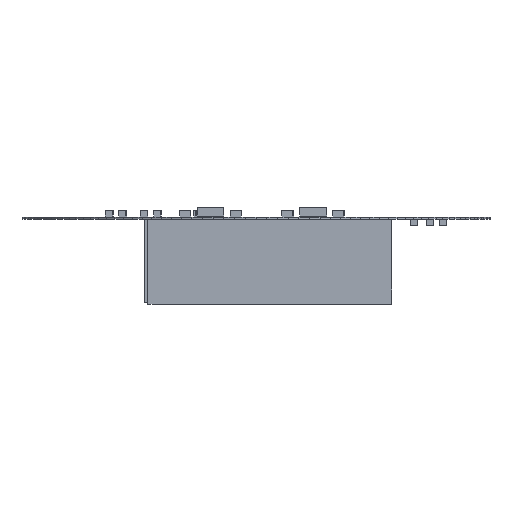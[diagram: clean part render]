
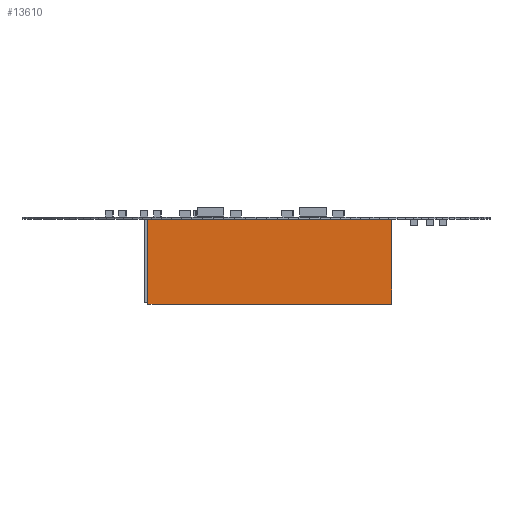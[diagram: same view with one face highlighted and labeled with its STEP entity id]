
A CAD part, front view. The second image highlights one B-rep face of the part: STEP entity #13610.
In plain terms, the highlighted planar face has unit normal (0, -1, 0).
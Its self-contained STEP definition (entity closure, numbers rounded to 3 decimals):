
#13347 = EDGE_CURVE('',#13348,#13350,#13352,.T.);
#13348 = VERTEX_POINT('',#13349);
#13349 = CARTESIAN_POINT('',(23.178,-7.62,0.));
#13350 = VERTEX_POINT('',#13351);
#13351 = CARTESIAN_POINT('',(23.178,-7.62,16.129));
#13352 = SURFACE_CURVE('',#13353,(#13357,#13369),.PCURVE_S1.);
#13353 = LINE('',#13354,#13355);
#13354 = CARTESIAN_POINT('',(23.178,-7.62,0.));
#13355 = VECTOR('',#13356,1.);
#13356 = DIRECTION('',(0.,0.,1.));
#13357 = PCURVE('',#13358,#13363);
#13358 = PLANE('',#13359);
#13359 = AXIS2_PLACEMENT_3D('',#13360,#13361,#13362);
#13360 = CARTESIAN_POINT('',(23.178,-7.62,0.));
#13361 = DIRECTION('',(-1.,0.,0.));
#13362 = DIRECTION('',(0.,1.,0.));
#13363 = DEFINITIONAL_REPRESENTATION('',(#13364),#13368);
#13364 = LINE('',#13365,#13366);
#13365 = CARTESIAN_POINT('',(0.,0.));
#13366 = VECTOR('',#13367,1.);
#13367 = DIRECTION('',(0.,-1.));
#13368 = ( GEOMETRIC_REPRESENTATION_CONTEXT(2) 
PARAMETRIC_REPRESENTATION_CONTEXT() REPRESENTATION_CONTEXT('2D SPACE',''
  ) );
#13369 = PCURVE('',#13370,#13375);
#13370 = PLANE('',#13371);
#13371 = AXIS2_PLACEMENT_3D('',#13372,#13373,#13374);
#13372 = CARTESIAN_POINT('',(-23.178,-7.62,0.));
#13373 = DIRECTION('',(0.,1.,0.));
#13374 = DIRECTION('',(1.,0.,0.));
#13375 = DEFINITIONAL_REPRESENTATION('',(#13376),#13380);
#13376 = LINE('',#13377,#13378);
#13377 = CARTESIAN_POINT('',(46.355,0.));
#13378 = VECTOR('',#13379,1.);
#13379 = DIRECTION('',(0.,-1.));
#13380 = ( GEOMETRIC_REPRESENTATION_CONTEXT(2) 
PARAMETRIC_REPRESENTATION_CONTEXT() REPRESENTATION_CONTEXT('2D SPACE',''
  ) );
#13398 = PLANE('',#13399);
#13399 = AXIS2_PLACEMENT_3D('',#13400,#13401,#13402);
#13400 = CARTESIAN_POINT('',(23.178,-7.62,16.129));
#13401 = DIRECTION('',(0.,0.,-1.));
#13402 = DIRECTION('',(-1.,0.,0.));
#13452 = PLANE('',#13453);
#13453 = AXIS2_PLACEMENT_3D('',#13454,#13455,#13456);
#13454 = CARTESIAN_POINT('',(23.178,-7.62,0.));
#13455 = DIRECTION('',(0.,0.,-1.));
#13456 = DIRECTION('',(-1.,0.,0.));
#13507 = PLANE('',#13508);
#13508 = AXIS2_PLACEMENT_3D('',#13509,#13510,#13511);
#13509 = CARTESIAN_POINT('',(-23.178,7.62,0.));
#13510 = DIRECTION('',(1.,0.,0.));
#13511 = DIRECTION('',(0.,-1.,0.));
#13545 = VERTEX_POINT('',#13546);
#13546 = CARTESIAN_POINT('',(-23.178,-7.62,16.129));
#13567 = EDGE_CURVE('',#13568,#13545,#13570,.T.);
#13568 = VERTEX_POINT('',#13569);
#13569 = CARTESIAN_POINT('',(-23.178,-7.62,0.));
#13570 = SURFACE_CURVE('',#13571,(#13575,#13582),.PCURVE_S1.);
#13571 = LINE('',#13572,#13573);
#13572 = CARTESIAN_POINT('',(-23.178,-7.62,0.));
#13573 = VECTOR('',#13574,1.);
#13574 = DIRECTION('',(0.,0.,1.));
#13575 = PCURVE('',#13507,#13576);
#13576 = DEFINITIONAL_REPRESENTATION('',(#13577),#13581);
#13577 = LINE('',#13578,#13579);
#13578 = CARTESIAN_POINT('',(15.24,0.));
#13579 = VECTOR('',#13580,1.);
#13580 = DIRECTION('',(0.,-1.));
#13581 = ( GEOMETRIC_REPRESENTATION_CONTEXT(2) 
PARAMETRIC_REPRESENTATION_CONTEXT() REPRESENTATION_CONTEXT('2D SPACE',''
  ) );
#13582 = PCURVE('',#13370,#13583);
#13583 = DEFINITIONAL_REPRESENTATION('',(#13584),#13588);
#13584 = LINE('',#13585,#13586);
#13585 = CARTESIAN_POINT('',(0.,0.));
#13586 = VECTOR('',#13587,1.);
#13587 = DIRECTION('',(0.,-1.));
#13588 = ( GEOMETRIC_REPRESENTATION_CONTEXT(2) 
PARAMETRIC_REPRESENTATION_CONTEXT() REPRESENTATION_CONTEXT('2D SPACE',''
  ) );
#13610 = ADVANCED_FACE('',(#13611),#13370,.F.);
#13611 = FACE_BOUND('',#13612,.F.);
#13612 = EDGE_LOOP('',(#13613,#13614,#13635,#13636));
#13613 = ORIENTED_EDGE('',*,*,#13567,.T.);
#13614 = ORIENTED_EDGE('',*,*,#13615,.T.);
#13615 = EDGE_CURVE('',#13545,#13350,#13616,.T.);
#13616 = SURFACE_CURVE('',#13617,(#13621,#13628),.PCURVE_S1.);
#13617 = LINE('',#13618,#13619);
#13618 = CARTESIAN_POINT('',(-23.178,-7.62,16.129));
#13619 = VECTOR('',#13620,1.);
#13620 = DIRECTION('',(1.,0.,0.));
#13621 = PCURVE('',#13370,#13622);
#13622 = DEFINITIONAL_REPRESENTATION('',(#13623),#13627);
#13623 = LINE('',#13624,#13625);
#13624 = CARTESIAN_POINT('',(0.,-16.129));
#13625 = VECTOR('',#13626,1.);
#13626 = DIRECTION('',(1.,0.));
#13627 = ( GEOMETRIC_REPRESENTATION_CONTEXT(2) 
PARAMETRIC_REPRESENTATION_CONTEXT() REPRESENTATION_CONTEXT('2D SPACE',''
  ) );
#13628 = PCURVE('',#13398,#13629);
#13629 = DEFINITIONAL_REPRESENTATION('',(#13630),#13634);
#13630 = LINE('',#13631,#13632);
#13631 = CARTESIAN_POINT('',(46.355,0.));
#13632 = VECTOR('',#13633,1.);
#13633 = DIRECTION('',(-1.,0.));
#13634 = ( GEOMETRIC_REPRESENTATION_CONTEXT(2) 
PARAMETRIC_REPRESENTATION_CONTEXT() REPRESENTATION_CONTEXT('2D SPACE',''
  ) );
#13635 = ORIENTED_EDGE('',*,*,#13347,.F.);
#13636 = ORIENTED_EDGE('',*,*,#13637,.F.);
#13637 = EDGE_CURVE('',#13568,#13348,#13638,.T.);
#13638 = SURFACE_CURVE('',#13639,(#13643,#13650),.PCURVE_S1.);
#13639 = LINE('',#13640,#13641);
#13640 = CARTESIAN_POINT('',(-23.178,-7.62,0.));
#13641 = VECTOR('',#13642,1.);
#13642 = DIRECTION('',(1.,0.,0.));
#13643 = PCURVE('',#13370,#13644);
#13644 = DEFINITIONAL_REPRESENTATION('',(#13645),#13649);
#13645 = LINE('',#13646,#13647);
#13646 = CARTESIAN_POINT('',(0.,0.));
#13647 = VECTOR('',#13648,1.);
#13648 = DIRECTION('',(1.,0.));
#13649 = ( GEOMETRIC_REPRESENTATION_CONTEXT(2) 
PARAMETRIC_REPRESENTATION_CONTEXT() REPRESENTATION_CONTEXT('2D SPACE',''
  ) );
#13650 = PCURVE('',#13452,#13651);
#13651 = DEFINITIONAL_REPRESENTATION('',(#13652),#13656);
#13652 = LINE('',#13653,#13654);
#13653 = CARTESIAN_POINT('',(46.355,0.));
#13654 = VECTOR('',#13655,1.);
#13655 = DIRECTION('',(-1.,0.));
#13656 = ( GEOMETRIC_REPRESENTATION_CONTEXT(2) 
PARAMETRIC_REPRESENTATION_CONTEXT() REPRESENTATION_CONTEXT('2D SPACE',''
  ) );
